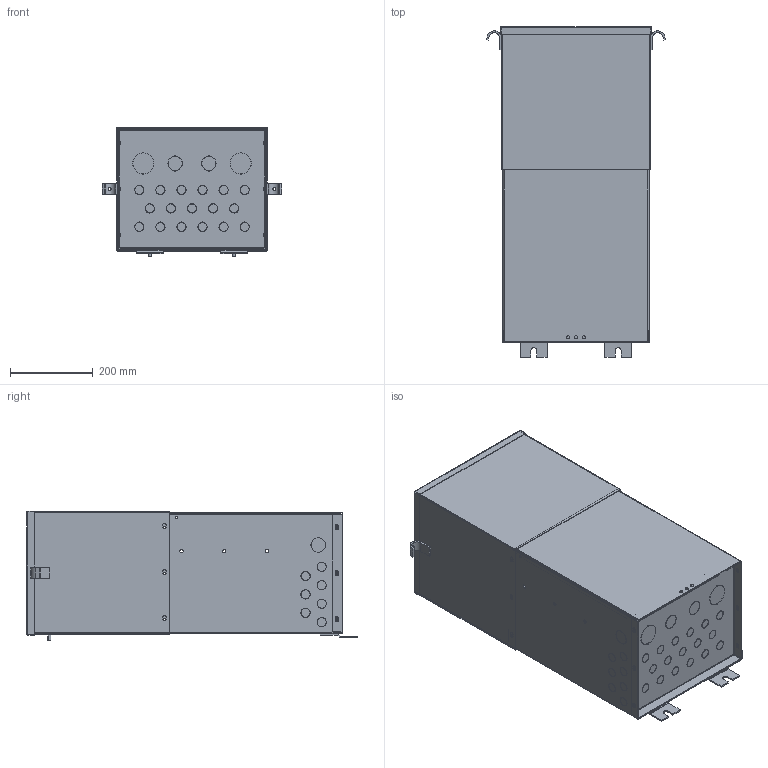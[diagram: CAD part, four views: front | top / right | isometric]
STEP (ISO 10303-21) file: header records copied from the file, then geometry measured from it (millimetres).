
FILE_DESCRIPTION (( 'STEP AP214' ), '1' );
FILE_NAME ('PT061150015SS.STEP', '2017-03-01T16:48:56', ( '' ), ( '' ), 'SwSTEP 2.0', 'SolidWorks 2017', '' );
FILE_SCHEMA (( 'AUTOMOTIVE_DESIGN' ));
Length unit declared in the file: inch
Products named in the file (10): C  4-700372-01; A  1-85784-01; B  3-700373-01; A  2-1430301-01; B  4-700374-01; B  4-700874-01_B  4-700874-; C  3-700868-01; C  4-701199-01; PT061150015SS
Assembly tree (11 placements, depth 3):
  PT061150015SS
    C  4-701199-01
    C  3-700868-01
    B  4-700874-01_B  4-700874-
    C  4-700372-01
      C  4-700372-01
      B  4-700374-01
      A  2-1430301-01  x2
      B  3-700373-01
      A  1-85784-01  x2
Bounding box: 433.12 x 797.22 x 313.64 mm (x, y, z)
Volume: 1979549.6 mm3; surface area: 2622445.1 mm2
Topology: 10 solids, 10 shells, 958 faces, 2587 edges, 1653 vertices
Faces by surface type: plane 494, cylinder 333, torus 75, cone 40, bspline 16
Entity records: 31025 total; most frequent: CARTESIAN_POINT 6326, ORIENTED_EDGE 5074, DIRECTION 5067, EDGE_CURVE 2537, AXIS2_PLACEMENT_3D 1728, VERTEX_POINT 1623, LINE 1611, VECTOR 1611
